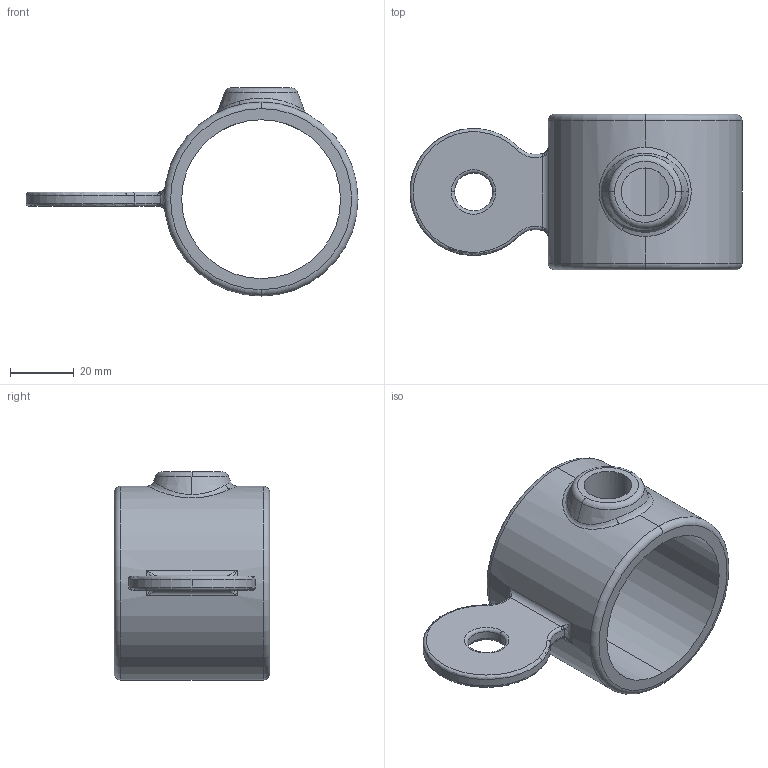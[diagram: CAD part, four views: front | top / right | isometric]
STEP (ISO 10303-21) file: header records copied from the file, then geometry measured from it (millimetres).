
FILE_DESCRIPTION (( 'STEP AP203' ), '1' );
FILE_NAME ('T17300M.STEP', '2018-07-02T15:05:54', ( '' ), ( '' ), 'SwSTEP 2.0', 'SolidWorks 2016', '' );
FILE_SCHEMA (( 'CONFIG_CONTROL_DESIGN' ));
Length unit declared in the file: millimetre
Products named in the file (1): T17300M
Bounding box: 104.5 x 49 x 65.5 mm (x, y, z)
Volume: 52854.7 mm3; surface area: 22014.7 mm2
Topology: 1 solids, 1 shells, 49 faces, 119 edges, 68 vertices
Faces by surface type: torus 16, cylinder 14, bspline 12, plane 5, cone 2
Entity records: 2350 total; most frequent: CARTESIAN_POINT 1201, ORIENTED_EDGE 230, DIRECTION 223, EDGE_CURVE 115, AXIS2_PLACEMENT_3D 102, VERTEX_POINT 68, CIRCLE 64, EDGE_LOOP 55
